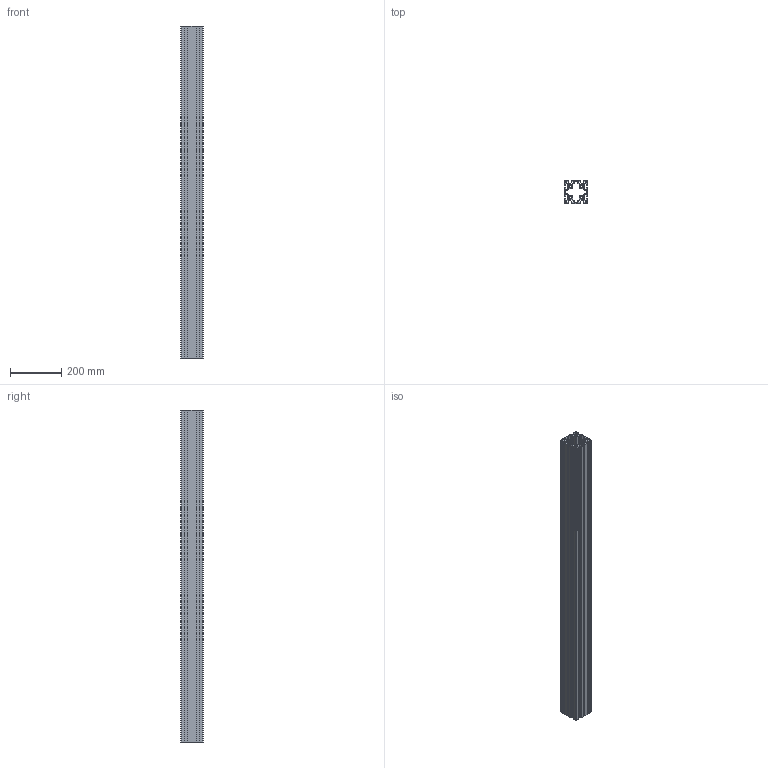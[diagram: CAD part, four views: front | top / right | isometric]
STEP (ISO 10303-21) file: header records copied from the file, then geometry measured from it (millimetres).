
FILE_DESCRIPTION((''),'2;1');
FILE_NAME('PROFILE 90x90L, length = 1300 mm.stp','2011-07-06T14:36:24',('pgrilc'),(''),'Autodesk Inventor 2012','Autodesk Inventor 2012','');
FILE_SCHEMA(('AUTOMOTIVE_DESIGN { 1 0 10303 214 1 1 1 1 }'));
Length unit declared in the file: millimetre
Products named in the file (2): Assembly1; PROFIL ALU 90 X 90 L-01
Assembly tree (1 placements, depth 2):
  Assembly1
    PROFIL ALU 90 X 90 L-01
Bounding box: 90 x 90 x 1300 mm (x, y, z)
Volume: 3123831.6 mm3; surface area: 1792191.6 mm2
Topology: 1 solids, 1 shells, 354 faces, 1056 edges, 704 vertices
Faces by surface type: plane 238, cylinder 116
Entity records: 12321 total; most frequent: CARTESIAN_POINT 2117, ORIENTED_EDGE 2112, DIRECTION 2002, EDGE_CURVE 1056, VECTOR 824, LINE 824, VERTEX_POINT 704, AXIS2_PLACEMENT_3D 589
